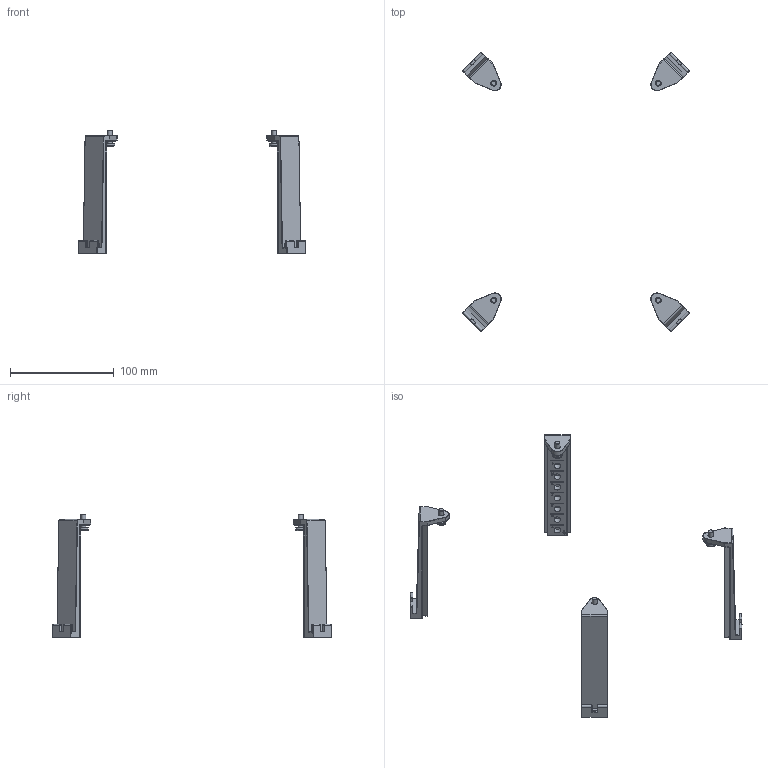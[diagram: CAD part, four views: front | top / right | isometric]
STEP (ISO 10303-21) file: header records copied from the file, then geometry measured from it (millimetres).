
FILE_DESCRIPTION (( 'STEP AP214' ), '1' );
FILE_NAME ('FR6POST.STEP', '2020-10-05T14:25:46', ( '' ), ( '' ), 'SwSTEP 2.0', 'SolidWorks 2019', '' );
FILE_SCHEMA (( 'AUTOMOTIVE_DESIGN' ));
Length unit declared in the file: inch
Products named in the file (1): FR6POST
Bounding box: 218.97 x 269.79 x 119.44 mm (x, y, z)
Volume: 95731.1 mm3; surface area: 48898.4 mm2
Topology: 12 solids, 12 shells, 1132 faces, 2784 edges, 1716 vertices
Faces by surface type: plane 568, bspline 320, cylinder 240, cone 4
Full cylindrical faces by diameter (mm): 4.826 x4, 5.5 x4, 5.588 x4, 6.35 x32, 9.474 x4, 11 x4
Entity records: 52845 total; most frequent: CARTESIAN_POINT 13953, ORIENTED_EDGE 5328, DIRECTION 4026, EDGE_CURVE 2664, VERTEX_POINT 1704, LINE 1688, VECTOR 1688, EDGE_LOOP 1296
